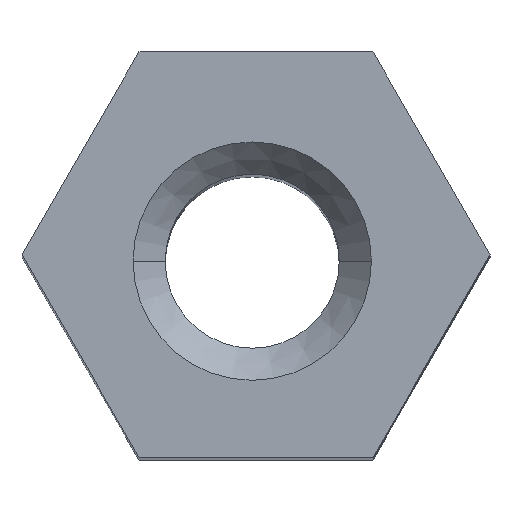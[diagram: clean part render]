
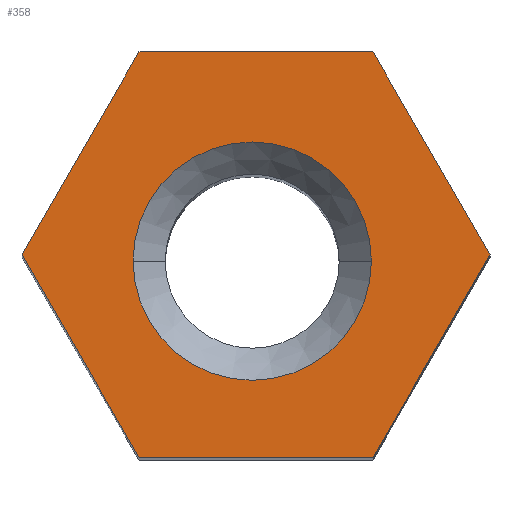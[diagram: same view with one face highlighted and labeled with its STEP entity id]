
A CAD part, top view. The second image highlights one B-rep face of the part: STEP entity #358.
In plain terms, the highlighted planar face has unit normal (0, 0, 1).
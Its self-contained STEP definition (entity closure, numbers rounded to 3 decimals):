
#5 = LINE ( 'NONE', #128, #69 ) ;
#18 = EDGE_LOOP ( 'NONE', ( #357, #275, #171, #454, #145, #267 ) ) ;
#20 = CARTESIAN_POINT ( 'NONE',  ( 1.819, 3.15, 12.7 ) ) ;
#27 = EDGE_LOOP ( 'NONE', ( #339, #174 ) ) ;
#43 = CARTESIAN_POINT ( 'NONE',  ( -3.637, 0., 12.7 ) ) ;
#57 = CARTESIAN_POINT ( 'NONE',  ( -1.819, 3.15, 12.7 ) ) ;
#58 = LINE ( 'NONE', #57, #337 ) ;
#60 = VECTOR ( 'NONE', #389, 1000. ) ;
#66 = DIRECTION ( 'NONE',  ( -0.5, -0.866, 0. ) ) ;
#69 = VECTOR ( 'NONE', #126, 1000. ) ;
#80 = LINE ( 'NONE', #434, #273 ) ;
#82 = VERTEX_POINT ( 'NONE', #43 ) ;
#88 = FACE_BOUND ( 'NONE', #27, .T. ) ;
#89 = VERTEX_POINT ( 'NONE', #196 ) ;
#98 = CARTESIAN_POINT ( 'NONE',  ( -0.059, -0.102, 12.7 ) ) ;
#104 = DIRECTION ( 'NONE',  ( 0., 0., 1. ) ) ;
#126 = DIRECTION ( 'NONE',  ( 0.5, -0.866, 0. ) ) ;
#128 = CARTESIAN_POINT ( 'NONE',  ( -3.637, 0., 12.7 ) ) ;
#133 = VERTEX_POINT ( 'NONE', #198 ) ;
#135 = CARTESIAN_POINT ( 'NONE',  ( -1.819, 3.15, 12.7 ) ) ;
#136 = PLANE ( 'NONE',  #399 ) ;
#144 = DIRECTION ( 'NONE',  ( 0., 0., -1. ) ) ;
#145 = ORIENTED_EDGE ( 'NONE', *, *, #170, .T. ) ;
#148 = CARTESIAN_POINT ( 'NONE',  ( 1.819, -3.15, 12.7 ) ) ;
#155 = LINE ( 'NONE', #148, #60 ) ;
#159 = VERTEX_POINT ( 'NONE', #446 ) ;
#164 = VECTOR ( 'NONE', #416, 1000. ) ;
#170 = EDGE_CURVE ( 'NONE', #82, #240, #5, .T. ) ;
#171 = ORIENTED_EDGE ( 'NONE', *, *, #282, .T. ) ;
#174 = ORIENTED_EDGE ( 'NONE', *, *, #347, .T. ) ;
#183 = LINE ( 'NONE', #382, #164 ) ;
#192 = EDGE_CURVE ( 'NONE', #240, #89, #183, .T. ) ;
#196 = CARTESIAN_POINT ( 'NONE',  ( 1.819, -3.15, 12.7 ) ) ;
#198 = CARTESIAN_POINT ( 'NONE',  ( -1.911, -0.102, 12.7 ) ) ;
#214 = VERTEX_POINT ( 'NONE', #135 ) ;
#233 = VERTEX_POINT ( 'NONE', #385 ) ;
#240 = VERTEX_POINT ( 'NONE', #242 ) ;
#242 = CARTESIAN_POINT ( 'NONE',  ( -1.819, -3.15, 12.7 ) ) ;
#250 = CIRCLE ( 'NONE', #443, 1.853 ) ;
#267 = ORIENTED_EDGE ( 'NONE', *, *, #192, .T. ) ;
#272 = AXIS2_PLACEMENT_3D ( 'NONE', #98, #144, #287 ) ;
#273 = VECTOR ( 'NONE', #468, 1000. ) ;
#275 = ORIENTED_EDGE ( 'NONE', *, *, #409, .T. ) ;
#279 = DIRECTION ( 'NONE',  ( 1., 0., 0. ) ) ;
#282 = EDGE_CURVE ( 'NONE', #370, #214, #428, .T. ) ;
#287 = DIRECTION ( 'NONE',  ( 1., 0., 0. ) ) ;
#289 = DIRECTION ( 'NONE',  ( 1., 0., 0. ) ) ;
#312 = DIRECTION ( 'NONE',  ( -1., 0., 0. ) ) ;
#317 = CARTESIAN_POINT ( 'NONE',  ( 3.637, 0., 12.7 ) ) ;
#334 = EDGE_CURVE ( 'NONE', #159, #133, #250, .T. ) ;
#337 = VECTOR ( 'NONE', #66, 1000. ) ;
#338 = CIRCLE ( 'NONE', #272, 1.853 ) ;
#339 = ORIENTED_EDGE ( 'NONE', *, *, #334, .T. ) ;
#344 = CARTESIAN_POINT ( 'NONE',  ( -0.059, -0.102, 12.7 ) ) ;
#347 = EDGE_CURVE ( 'NONE', #133, #159, #338, .T. ) ;
#357 = ORIENTED_EDGE ( 'NONE', *, *, #395, .T. ) ;
#358 = ADVANCED_FACE ( 'NONE', ( #88, #458 ), #136, .T. ) ;
#370 = VERTEX_POINT ( 'NONE', #396 ) ;
#382 = CARTESIAN_POINT ( 'NONE',  ( -1.819, -3.15, 12.7 ) ) ;
#385 = CARTESIAN_POINT ( 'NONE',  ( 3.637, 0., 12.7 ) ) ;
#389 = DIRECTION ( 'NONE',  ( 0.5, 0.866, 0. ) ) ;
#395 = EDGE_CURVE ( 'NONE', #89, #233, #155, .T. ) ;
#396 = CARTESIAN_POINT ( 'NONE',  ( 1.819, 3.15, 12.7 ) ) ;
#399 = AXIS2_PLACEMENT_3D ( 'NONE', #317, #104, #289 ) ;
#409 = EDGE_CURVE ( 'NONE', #233, #370, #80, .T. ) ;
#416 = DIRECTION ( 'NONE',  ( 1., 0., 0. ) ) ;
#421 = VECTOR ( 'NONE', #312, 1000. ) ;
#428 = LINE ( 'NONE', #20, #421 ) ;
#431 = EDGE_CURVE ( 'NONE', #214, #82, #58, .T. ) ;
#434 = CARTESIAN_POINT ( 'NONE',  ( 3.637, 0., 12.7 ) ) ;
#443 = AXIS2_PLACEMENT_3D ( 'NONE', #344, #455, #279 ) ;
#446 = CARTESIAN_POINT ( 'NONE',  ( 1.794, -0.102, 12.7 ) ) ;
#454 = ORIENTED_EDGE ( 'NONE', *, *, #431, .T. ) ;
#455 = DIRECTION ( 'NONE',  ( 0., 0., -1. ) ) ;
#458 = FACE_OUTER_BOUND ( 'NONE', #18, .T. ) ;
#468 = DIRECTION ( 'NONE',  ( -0.5, 0.866, 0. ) ) ;
